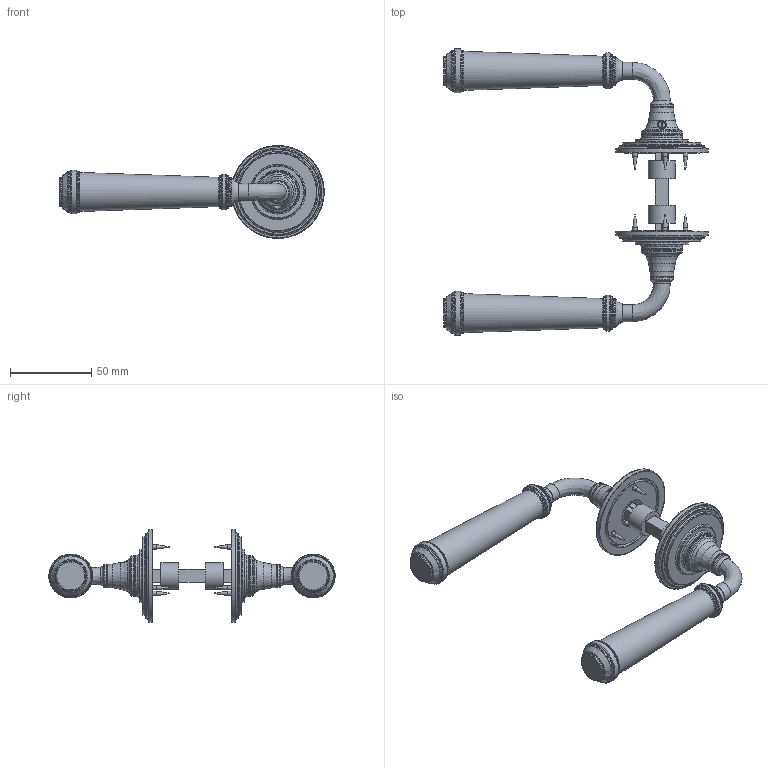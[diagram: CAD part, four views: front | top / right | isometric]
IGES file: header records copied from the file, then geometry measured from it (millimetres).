
Global section: file name: PK6982R57; native system: Autodesk Inventor 2024; preprocessor: unknown; author: camerond; date: 20250315.205044; units: millimetre
Bounding box: 162.52 x 175.99 x 56.97 mm (x, y, z)
Volume: 122636.6 mm3; surface area: 59910 mm2
Topology: 21 solids, 21 shells, 514 faces, 1456 edges, 1028 vertices
Faces by surface type: bspline 514
